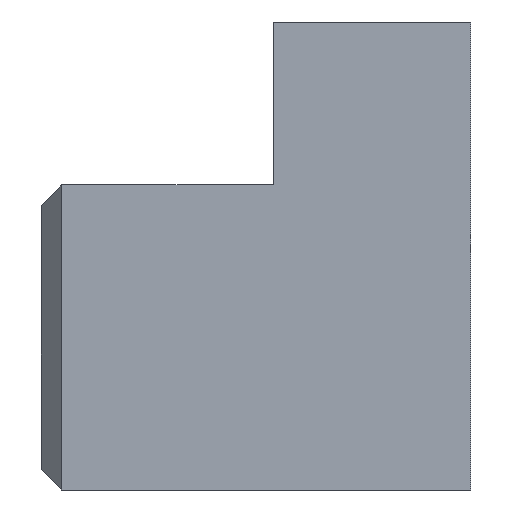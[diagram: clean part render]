
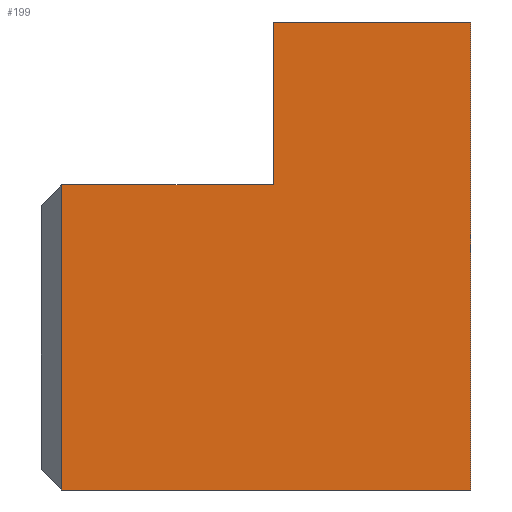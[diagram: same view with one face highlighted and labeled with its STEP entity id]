
A CAD part, left-side view. The second image highlights one B-rep face of the part: STEP entity #199.
In plain terms, the highlighted planar face has unit normal (-1, 0, 0).
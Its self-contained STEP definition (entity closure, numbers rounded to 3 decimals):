
#17=FACE_OUTER_BOUND('',#29,.T.);
#29=EDGE_LOOP('',(#143,#144,#145,#146,#147,#148));
#45=LINE('',#304,#71);
#48=LINE('',#309,#74);
#49=LINE('',#311,#75);
#50=LINE('',#313,#76);
#51=LINE('',#315,#77);
#52=LINE('',#316,#78);
#71=VECTOR('',#247,10.);
#74=VECTOR('',#252,10.);
#75=VECTOR('',#253,10.);
#76=VECTOR('',#254,10.);
#77=VECTOR('',#255,10.);
#78=VECTOR('',#256,10.);
#97=VERTEX_POINT('',#302);
#98=VERTEX_POINT('',#303);
#99=VERTEX_POINT('',#308);
#100=VERTEX_POINT('',#310);
#101=VERTEX_POINT('',#312);
#102=VERTEX_POINT('',#314);
#113=EDGE_CURVE('',#97,#98,#45,.T.);
#116=EDGE_CURVE('',#98,#99,#48,.T.);
#117=EDGE_CURVE('',#99,#100,#49,.T.);
#118=EDGE_CURVE('',#101,#100,#50,.T.);
#119=EDGE_CURVE('',#101,#102,#51,.T.);
#120=EDGE_CURVE('',#97,#102,#52,.T.);
#143=ORIENTED_EDGE('',*,*,#116,.T.);
#144=ORIENTED_EDGE('',*,*,#117,.T.);
#145=ORIENTED_EDGE('',*,*,#118,.F.);
#146=ORIENTED_EDGE('',*,*,#119,.T.);
#147=ORIENTED_EDGE('',*,*,#120,.F.);
#148=ORIENTED_EDGE('',*,*,#113,.T.);
#187=PLANE('',#225);
#199=ADVANCED_FACE('',(#17),#187,.F.);
#225=AXIS2_PLACEMENT_3D('',#307,#250,#251);
#247=DIRECTION('',(0.,-1.,0.));
#250=DIRECTION('center_axis',(1.,0.,0.));
#251=DIRECTION('ref_axis',(0.,0.,-1.));
#252=DIRECTION('',(0.,0.,1.));
#253=DIRECTION('',(0.,1.,0.));
#254=DIRECTION('',(0.,0.,1.));
#255=DIRECTION('',(0.,1.,0.));
#256=DIRECTION('',(0.,0.,1.));
#302=CARTESIAN_POINT('',(-6.149,50.075,-27.7));
#303=CARTESIAN_POINT('',(-6.149,44.175,-27.7));
#304=CARTESIAN_POINT('',(-6.149,45.675,-27.7));
#307=CARTESIAN_POINT('Origin',(-6.149,46.517,-25.));
#308=CARTESIAN_POINT('',(-6.149,44.175,-20.95));
#309=CARTESIAN_POINT('',(-6.149,44.175,-27.45));
#310=CARTESIAN_POINT('',(-6.149,47.028,-20.95));
#311=CARTESIAN_POINT('',(-6.149,45.088,-20.95));
#312=CARTESIAN_POINT('',(-6.149,47.028,-23.3));
#313=CARTESIAN_POINT('',(-6.149,47.028,-22.1));
#314=CARTESIAN_POINT('',(-6.149,50.075,-23.3));
#315=CARTESIAN_POINT('',(-6.149,46.773,-23.3));
#316=CARTESIAN_POINT('',(-6.149,50.075,-25.05));
